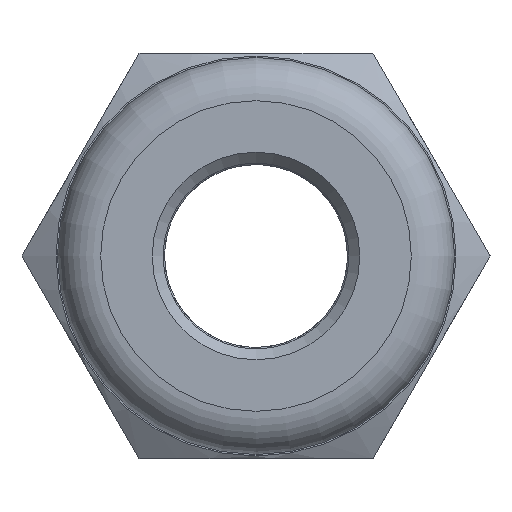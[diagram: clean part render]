
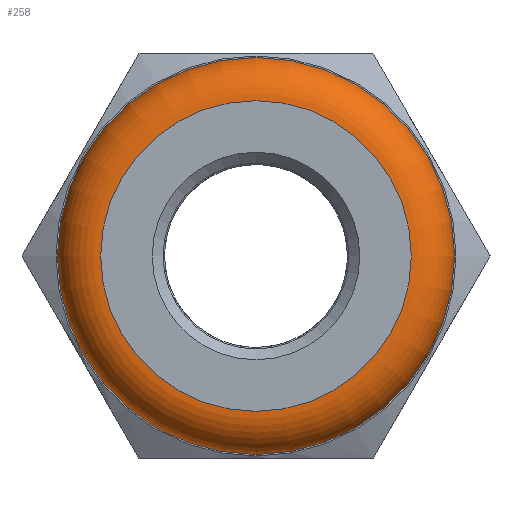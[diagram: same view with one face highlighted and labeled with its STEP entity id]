
A CAD part, left-side view. The second image highlights one B-rep face of the part: STEP entity #258.
In plain terms, the highlighted toroidal (fillet/blend) face has major radius 5.476 mm and minor radius 1.524 mm.
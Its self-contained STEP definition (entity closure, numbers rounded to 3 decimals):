
#231=CARTESIAN_POINT('',(-6.213,-8.015,0.404));
#232=DIRECTION('',(1.0,0.,0.));
#233=DIRECTION('',(0.0,0.0,-1.0));
#234=AXIS2_PLACEMENT_3D('',#231,#232,#233);
#235=TOROIDAL_SURFACE('',#234,5.476,1.524);
#236=CARTESIAN_POINT('',(-6.213,-1.015,0.404));
#237=VERTEX_POINT('',#236);
#238=CARTESIAN_POINT('',(-6.213,-8.015,0.404));
#239=DIRECTION('',(1.0,0.0,0.0));
#240=DIRECTION('',(0.0,1.0,0.0));
#241=AXIS2_PLACEMENT_3D('',#238,#239,#240);
#242=CIRCLE('',#241,7.);
#243=EDGE_CURVE('',#237,#237,#242,.T.);
#244=ORIENTED_EDGE('',*,*,#243,.F.);
#245=EDGE_LOOP('',(#244));
#246=FACE_OUTER_BOUND('',#245,.T.);
#247=CARTESIAN_POINT('',(-7.737,-2.539,0.404));
#248=VERTEX_POINT('',#247);
#249=CARTESIAN_POINT('',(-7.737,-8.015,0.404));
#250=DIRECTION('',(1.0,0.0,0.0));
#251=DIRECTION('',(0.0,-1.0,0.0));
#252=AXIS2_PLACEMENT_3D('',#249,#250,#251);
#253=CIRCLE('',#252,5.476);
#254=EDGE_CURVE('',#248,#248,#253,.T.);
#255=ORIENTED_EDGE('',*,*,#254,.T.);
#256=EDGE_LOOP('',(#255));
#257=FACE_BOUND('',#256,.T.);
#258=ADVANCED_FACE('',(#246,#257),#235,.T.);
